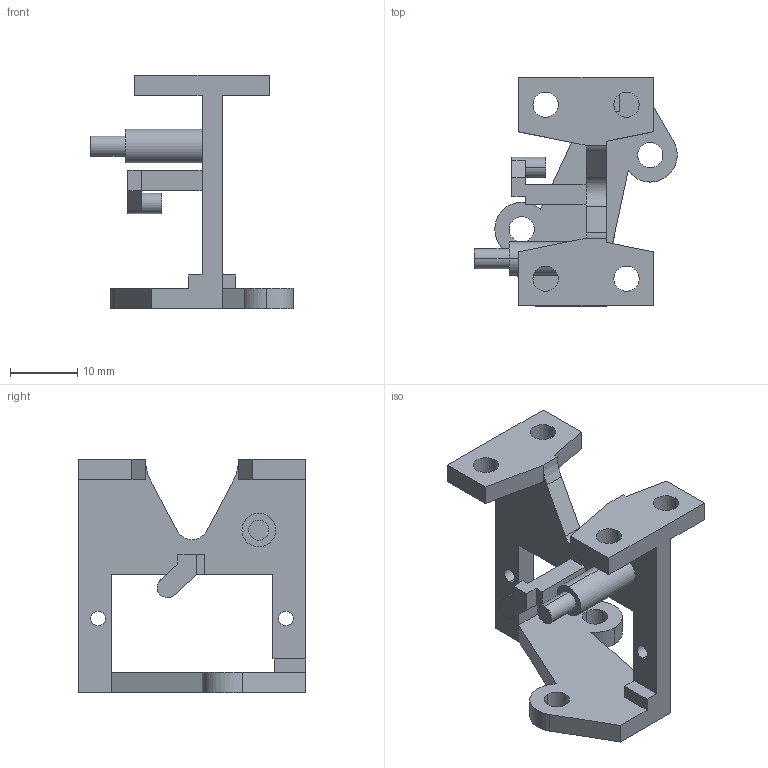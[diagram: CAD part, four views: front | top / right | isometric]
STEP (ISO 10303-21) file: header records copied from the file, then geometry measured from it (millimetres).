
FILE_DESCRIPTION( ( '' ), ' ' );
FILE_NAME( '5bfb855b4f60d616dc10d3f7.step', '2018-11-26T05:32:12', ( '' ), ( '' ), ' ', ' ', ' ' );
FILE_SCHEMA( ( 'AUTOMOTIVE_DESIGN { 1 0 10303 214 1 1 1 1 }' ) );
Length unit declared in the file: metre
Products named in the file (1): Document
Bounding box: 30.03 x 33.8 x 34.6 mm (x, y, z)
Volume: 4347.2 mm3; surface area: 4274.6 mm2
Topology: 1 solids, 1 shells, 76 faces, 216 edges, 142 vertices
Faces by surface type: plane 48, cylinder 28
Entity records: 3130 total; most frequent: CARTESIAN_POINT 435, ORIENTED_EDGE 432, DIRECTION 428, EDGE_CURVE 216, LINE 158, VECTOR 158, VERTEX_POINT 142, AXIS2_PLACEMENT_3D 135
